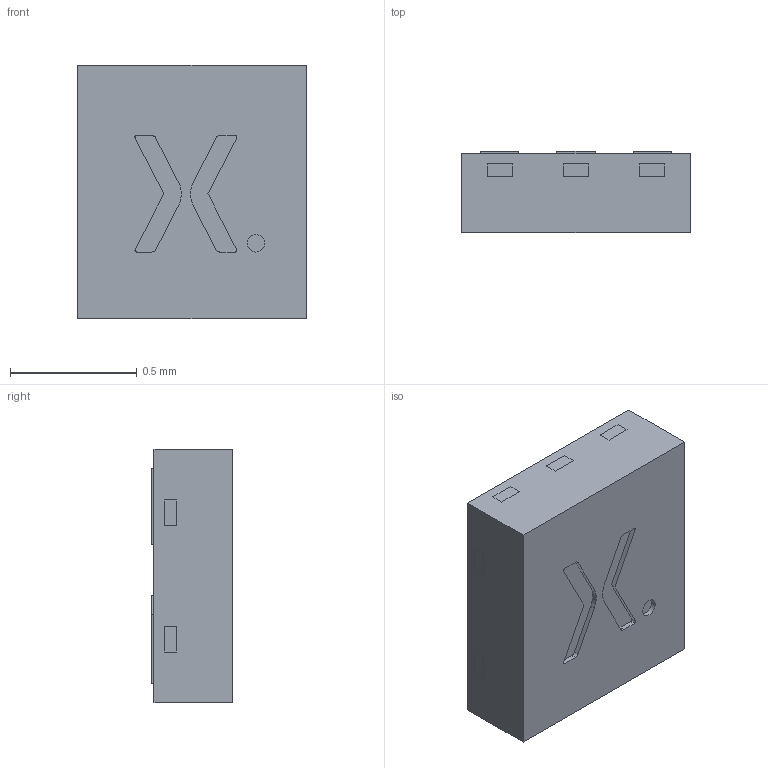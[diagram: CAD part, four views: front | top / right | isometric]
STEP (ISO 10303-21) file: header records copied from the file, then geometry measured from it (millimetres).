
FILE_DESCRIPTION (( '3D model for products with SOT1115 package' ), '1' );
FILE_NAME ('SOT1115.STEP', '2023-01-27T06:26:40', ( 'Packaging R&D' ), ( 'Nexperia' ), 'SwSTEP 2.0', 'SolidWorks 2022', '' );
FILE_SCHEMA (( 'AUTOMOTIVE_DESIGN' ));
Length unit declared in the file: millimetre
Products named in the file (3): SOT1115; SOT1115 Mold body; SOT1115 LF
Assembly tree (2 placements, depth 2):
  SOT1115
    SOT1115 LF
    SOT1115 Mold body
Bounding box: 0.9 x 0.32 x 1 mm (x, y, z)
Volume: 0.3 mm3; surface area: 4.6 mm2
Topology: 17 solids, 17 shells, 278 faces, 675 edges, 450 vertices
Faces by surface type: plane 199, cylinder 79
Entity records: 9781 total; most frequent: CARTESIAN_POINT 1408, DIRECTION 1399, ORIENTED_EDGE 1350, EDGE_CURVE 675, VECTOR 517, LINE 517, VERTEX_POINT 450, AXIS2_PLACEMENT_3D 441
